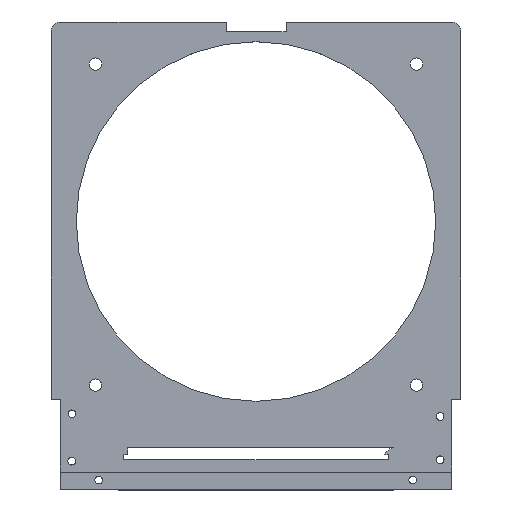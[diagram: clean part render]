
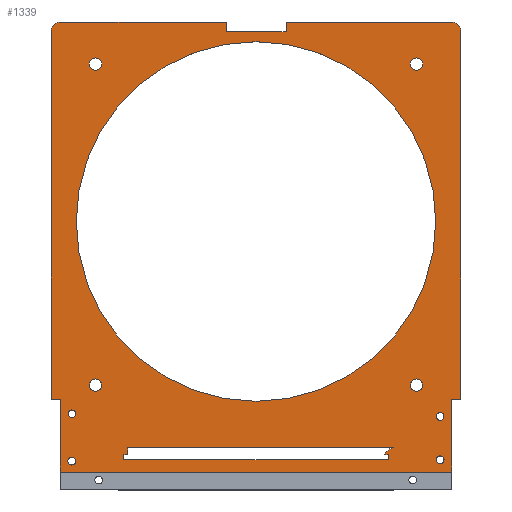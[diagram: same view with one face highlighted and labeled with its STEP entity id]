
A CAD part, top view. The second image highlights one B-rep face of the part: STEP entity #1339.
In plain terms, the highlighted planar face has unit normal (0, 0, 1).
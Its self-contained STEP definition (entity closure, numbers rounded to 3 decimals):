
#15=FACE_BOUND('',#165,.T.);
#16=FACE_BOUND('',#166,.T.);
#17=FACE_BOUND('',#167,.T.);
#18=FACE_BOUND('',#168,.T.);
#19=FACE_BOUND('',#169,.T.);
#20=FACE_BOUND('',#170,.T.);
#21=FACE_BOUND('',#171,.T.);
#22=FACE_BOUND('',#172,.T.);
#23=FACE_BOUND('',#173,.T.);
#24=FACE_BOUND('',#174,.T.);
#41=PLANE('',#1450);
#95=FACE_OUTER_BOUND('',#164,.T.);
#164=EDGE_LOOP('',(#949,#950,#951,#952,#953,#954,#955,#956,#957,#958,#959,
#960,#961,#962));
#165=EDGE_LOOP('',(#963));
#166=EDGE_LOOP('',(#964));
#167=EDGE_LOOP('',(#965));
#168=EDGE_LOOP('',(#966));
#169=EDGE_LOOP('',(#967));
#170=EDGE_LOOP('',(#968,#969,#970,#971,#972,#973,#974,#975));
#171=EDGE_LOOP('',(#976));
#172=EDGE_LOOP('',(#977));
#173=EDGE_LOOP('',(#978));
#174=EDGE_LOOP('',(#979));
#261=LINE('',#1977,#420);
#264=LINE('',#1983,#423);
#265=LINE('',#1985,#424);
#266=LINE('',#1987,#425);
#267=LINE('',#1989,#426);
#268=LINE('',#1991,#427);
#269=LINE('',#1993,#428);
#270=LINE('',#1995,#429);
#271=LINE('',#1999,#430);
#272=LINE('',#2001,#431);
#273=LINE('',#2003,#432);
#274=LINE('',#2004,#433);
#275=LINE('',#2017,#434);
#276=LINE('',#2019,#435);
#277=LINE('',#2021,#436);
#278=LINE('',#2023,#437);
#279=LINE('',#2025,#438);
#280=LINE('',#2029,#439);
#281=LINE('',#2030,#440);
#420=VECTOR('',#1594,10.);
#423=VECTOR('',#1599,10.);
#424=VECTOR('',#1600,10.);
#425=VECTOR('',#1601,10.);
#426=VECTOR('',#1602,10.);
#427=VECTOR('',#1603,10.);
#428=VECTOR('',#1604,10.);
#429=VECTOR('',#1605,10.);
#430=VECTOR('',#1608,10.);
#431=VECTOR('',#1609,10.);
#432=VECTOR('',#1610,10.);
#433=VECTOR('',#1611,10.);
#434=VECTOR('',#1622,10.);
#435=VECTOR('',#1623,10.);
#436=VECTOR('',#1624,10.);
#437=VECTOR('',#1625,10.);
#438=VECTOR('',#1626,10.);
#439=VECTOR('',#1629,10.);
#440=VECTOR('',#1630,10.);
#573=CIRCLE('',#1448,3.175);
#574=CIRCLE('',#1451,3.175);
#575=CIRCLE('',#1452,2.);
#576=CIRCLE('',#1453,2.);
#577=CIRCLE('',#1454,2.);
#578=CIRCLE('',#1455,2.);
#579=CIRCLE('',#1456,58.796);
#580=CIRCLE('',#1457,3.8);
#581=CIRCLE('',#1458,1.25);
#582=CIRCLE('',#1459,1.25);
#583=CIRCLE('',#1460,1.25);
#584=CIRCLE('',#1461,1.25);
#616=VERTEX_POINT('',#1970);
#617=VERTEX_POINT('',#1972);
#618=VERTEX_POINT('',#1976);
#620=VERTEX_POINT('',#1982);
#621=VERTEX_POINT('',#1984);
#622=VERTEX_POINT('',#1986);
#623=VERTEX_POINT('',#1988);
#624=VERTEX_POINT('',#1990);
#625=VERTEX_POINT('',#1992);
#626=VERTEX_POINT('',#1994);
#627=VERTEX_POINT('',#1996);
#628=VERTEX_POINT('',#1998);
#629=VERTEX_POINT('',#2000);
#630=VERTEX_POINT('',#2002);
#631=VERTEX_POINT('',#2005);
#632=VERTEX_POINT('',#2007);
#633=VERTEX_POINT('',#2009);
#634=VERTEX_POINT('',#2011);
#635=VERTEX_POINT('',#2013);
#636=VERTEX_POINT('',#2015);
#637=VERTEX_POINT('',#2016);
#638=VERTEX_POINT('',#2018);
#639=VERTEX_POINT('',#2020);
#640=VERTEX_POINT('',#2022);
#641=VERTEX_POINT('',#2024);
#642=VERTEX_POINT('',#2026);
#643=VERTEX_POINT('',#2028);
#644=VERTEX_POINT('',#2031);
#645=VERTEX_POINT('',#2033);
#646=VERTEX_POINT('',#2035);
#647=VERTEX_POINT('',#2037);
#745=EDGE_CURVE('',#616,#617,#573,.T.);
#747=EDGE_CURVE('',#618,#617,#261,.T.);
#750=EDGE_CURVE('',#620,#616,#264,.T.);
#751=EDGE_CURVE('',#620,#621,#265,.T.);
#752=EDGE_CURVE('',#622,#621,#266,.T.);
#753=EDGE_CURVE('',#623,#622,#267,.T.);
#754=EDGE_CURVE('',#624,#623,#268,.T.);
#755=EDGE_CURVE('',#624,#625,#269,.T.);
#756=EDGE_CURVE('',#626,#625,#270,.T.);
#757=EDGE_CURVE('',#627,#626,#574,.T.);
#758=EDGE_CURVE('',#628,#627,#271,.T.);
#759=EDGE_CURVE('',#628,#629,#272,.T.);
#760=EDGE_CURVE('',#629,#630,#273,.T.);
#761=EDGE_CURVE('',#630,#618,#274,.T.);
#762=EDGE_CURVE('',#631,#631,#575,.T.);
#763=EDGE_CURVE('',#632,#632,#576,.T.);
#764=EDGE_CURVE('',#633,#633,#577,.T.);
#765=EDGE_CURVE('',#634,#634,#578,.T.);
#766=EDGE_CURVE('',#635,#635,#579,.T.);
#767=EDGE_CURVE('',#636,#637,#275,.T.);
#768=EDGE_CURVE('',#637,#638,#276,.T.);
#769=EDGE_CURVE('',#638,#639,#277,.T.);
#770=EDGE_CURVE('',#639,#640,#278,.T.);
#771=EDGE_CURVE('',#640,#641,#279,.T.);
#772=EDGE_CURVE('',#641,#642,#580,.T.);
#773=EDGE_CURVE('',#642,#643,#280,.T.);
#774=EDGE_CURVE('',#643,#636,#281,.T.);
#775=EDGE_CURVE('',#644,#644,#581,.T.);
#776=EDGE_CURVE('',#645,#645,#582,.T.);
#777=EDGE_CURVE('',#646,#646,#583,.T.);
#778=EDGE_CURVE('',#647,#647,#584,.T.);
#949=ORIENTED_EDGE('',*,*,#745,.F.);
#950=ORIENTED_EDGE('',*,*,#750,.F.);
#951=ORIENTED_EDGE('',*,*,#751,.T.);
#952=ORIENTED_EDGE('',*,*,#752,.F.);
#953=ORIENTED_EDGE('',*,*,#753,.F.);
#954=ORIENTED_EDGE('',*,*,#754,.F.);
#955=ORIENTED_EDGE('',*,*,#755,.T.);
#956=ORIENTED_EDGE('',*,*,#756,.F.);
#957=ORIENTED_EDGE('',*,*,#757,.F.);
#958=ORIENTED_EDGE('',*,*,#758,.F.);
#959=ORIENTED_EDGE('',*,*,#759,.T.);
#960=ORIENTED_EDGE('',*,*,#760,.T.);
#961=ORIENTED_EDGE('',*,*,#761,.T.);
#962=ORIENTED_EDGE('',*,*,#747,.T.);
#963=ORIENTED_EDGE('',*,*,#762,.T.);
#964=ORIENTED_EDGE('',*,*,#763,.T.);
#965=ORIENTED_EDGE('',*,*,#764,.T.);
#966=ORIENTED_EDGE('',*,*,#765,.T.);
#967=ORIENTED_EDGE('',*,*,#766,.T.);
#968=ORIENTED_EDGE('',*,*,#767,.T.);
#969=ORIENTED_EDGE('',*,*,#768,.T.);
#970=ORIENTED_EDGE('',*,*,#769,.T.);
#971=ORIENTED_EDGE('',*,*,#770,.T.);
#972=ORIENTED_EDGE('',*,*,#771,.T.);
#973=ORIENTED_EDGE('',*,*,#772,.T.);
#974=ORIENTED_EDGE('',*,*,#773,.T.);
#975=ORIENTED_EDGE('',*,*,#774,.T.);
#976=ORIENTED_EDGE('',*,*,#775,.T.);
#977=ORIENTED_EDGE('',*,*,#776,.T.);
#978=ORIENTED_EDGE('',*,*,#777,.T.);
#979=ORIENTED_EDGE('',*,*,#778,.T.);
#1339=ADVANCED_FACE('',(#95,#15,#16,#17,#18,#19,#20,#21,#22,#23,#24),#41,
 .T.);
#1448=AXIS2_PLACEMENT_3D('',#1973,#1589,#1590);
#1450=AXIS2_PLACEMENT_3D('',#1981,#1597,#1598);
#1451=AXIS2_PLACEMENT_3D('',#1997,#1606,#1607);
#1452=AXIS2_PLACEMENT_3D('',#2006,#1612,#1613);
#1453=AXIS2_PLACEMENT_3D('',#2008,#1614,#1615);
#1454=AXIS2_PLACEMENT_3D('',#2010,#1616,#1617);
#1455=AXIS2_PLACEMENT_3D('',#2012,#1618,#1619);
#1456=AXIS2_PLACEMENT_3D('',#2014,#1620,#1621);
#1457=AXIS2_PLACEMENT_3D('',#2027,#1627,#1628);
#1458=AXIS2_PLACEMENT_3D('',#2032,#1631,#1632);
#1459=AXIS2_PLACEMENT_3D('',#2034,#1633,#1634);
#1460=AXIS2_PLACEMENT_3D('',#2036,#1635,#1636);
#1461=AXIS2_PLACEMENT_3D('',#2038,#1637,#1638);
#1589=DIRECTION('center_axis',(0.,0.,-1.));
#1590=DIRECTION('ref_axis',(-0.707,0.707,0.));
#1594=DIRECTION('',(-1.,0.,0.));
#1597=DIRECTION('center_axis',(0.,0.,1.));
#1598=DIRECTION('ref_axis',(1.,0.,0.));
#1599=DIRECTION('',(0.,1.,0.));
#1600=DIRECTION('',(1.,0.,0.));
#1601=DIRECTION('',(0.,1.,0.));
#1602=DIRECTION('',(-1.,0.,0.));
#1603=DIRECTION('',(0.,-1.,0.));
#1604=DIRECTION('',(1.,0.,0.));
#1605=DIRECTION('',(0.,-1.,0.));
#1606=DIRECTION('center_axis',(0.,0.,-1.));
#1607=DIRECTION('ref_axis',(0.707,0.707,0.));
#1608=DIRECTION('',(1.,0.,0.));
#1609=DIRECTION('',(0.,-1.,0.));
#1610=DIRECTION('',(-1.,0.,0.));
#1611=DIRECTION('',(0.,1.,0.));
#1612=DIRECTION('center_axis',(0.,0.,-1.));
#1613=DIRECTION('ref_axis',(1.,0.,0.));
#1614=DIRECTION('center_axis',(0.,0.,-1.));
#1615=DIRECTION('ref_axis',(1.,0.,0.));
#1616=DIRECTION('center_axis',(0.,0.,-1.));
#1617=DIRECTION('ref_axis',(1.,0.,0.));
#1618=DIRECTION('center_axis',(0.,0.,-1.));
#1619=DIRECTION('ref_axis',(1.,0.,0.));
#1620=DIRECTION('center_axis',(0.,0.,-1.));
#1621=DIRECTION('ref_axis',(1.,0.,0.));
#1622=DIRECTION('',(-1.,0.,0.));
#1623=DIRECTION('',(0.,1.,0.));
#1624=DIRECTION('',(1.,0.,0.));
#1625=DIRECTION('',(0.,1.,0.));
#1626=DIRECTION('',(1.,0.,0.));
#1627=DIRECTION('center_axis',(0.,0.,1.));
#1628=DIRECTION('ref_axis',(-0.944,0.33,0.));
#1629=DIRECTION('',(1.,0.,0.));
#1630=DIRECTION('',(0.,-1.,0.));
#1631=DIRECTION('center_axis',(0.,0.,-1.));
#1632=DIRECTION('ref_axis',(-1.,0.,0.));
#1633=DIRECTION('center_axis',(0.,0.,-1.));
#1634=DIRECTION('ref_axis',(-1.,0.,0.));
#1635=DIRECTION('center_axis',(0.,0.,-1.));
#1636=DIRECTION('ref_axis',(-1.,0.,0.));
#1637=DIRECTION('center_axis',(0.,0.,-1.));
#1638=DIRECTION('ref_axis',(-1.,0.,0.));
#1970=CARTESIAN_POINT('',(-22.025,141.825,42.));
#1972=CARTESIAN_POINT('',(-18.85,145.,42.));
#1973=CARTESIAN_POINT('Origin',(-18.85,141.825,42.));
#1976=CARTESIAN_POINT('',(35.325,145.,42.));
#1977=CARTESIAN_POINT('',(15.5,145.,42.));
#1981=CARTESIAN_POINT('Origin',(45.,64.75,42.));
#1982=CARTESIAN_POINT('',(-22.025,21.65,42.));
#1983=CARTESIAN_POINT('',(-22.025,21.524,42.));
#1984=CARTESIAN_POINT('',(-19.025,21.65,42.));
#1985=CARTESIAN_POINT('',(12.988,21.65,42.));
#1986=CARTESIAN_POINT('',(-19.025,-2.2,42.));
#1987=CARTESIAN_POINT('',(-19.025,30.25,42.));
#1988=CARTESIAN_POINT('',(109.025,-2.2,42.));
#1989=CARTESIAN_POINT('',(-18.,-2.2,42.));
#1990=CARTESIAN_POINT('',(109.025,21.65,42.));
#1991=CARTESIAN_POINT('',(109.025,30.375,42.));
#1992=CARTESIAN_POINT('',(112.025,21.65,42.));
#1993=CARTESIAN_POINT('',(77.013,21.65,42.));
#1994=CARTESIAN_POINT('',(112.025,141.825,42.));
#1995=CARTESIAN_POINT('',(112.025,21.362,42.));
#1996=CARTESIAN_POINT('',(108.85,145.,42.));
#1997=CARTESIAN_POINT('Origin',(108.85,141.825,42.));
#1998=CARTESIAN_POINT('',(54.825,145.,42.));
#1999=CARTESIAN_POINT('',(108.,145.,42.));
#2000=CARTESIAN_POINT('',(54.825,141.75,42.));
#2001=CARTESIAN_POINT('',(54.825,108.375,42.));
#2002=CARTESIAN_POINT('',(35.325,141.75,42.));
#2003=CARTESIAN_POINT('',(45.038,141.75,42.));
#2004=CARTESIAN_POINT('',(35.325,108.375,42.));
#2005=CARTESIAN_POINT('',(-9.5,26.25,42.));
#2006=CARTESIAN_POINT('Origin',(-7.5,26.25,42.));
#2007=CARTESIAN_POINT('',(95.5,131.25,42.));
#2008=CARTESIAN_POINT('Origin',(97.5,131.25,42.));
#2009=CARTESIAN_POINT('',(-9.5,131.25,42.));
#2010=CARTESIAN_POINT('Origin',(-7.5,131.25,42.));
#2011=CARTESIAN_POINT('',(95.5,26.25,42.));
#2012=CARTESIAN_POINT('Origin',(97.5,26.25,42.));
#2013=CARTESIAN_POINT('',(-13.796,79.75,42.));
#2014=CARTESIAN_POINT('Origin',(45.,79.75,42.));
#2015=CARTESIAN_POINT('',(88.25,1.75,42.));
#2016=CARTESIAN_POINT('',(1.75,1.75,42.));
#2017=CARTESIAN_POINT('',(58.,1.75,42.));
#2018=CARTESIAN_POINT('',(1.75,3.5,42.));
#2019=CARTESIAN_POINT('',(1.75,34.125,42.));
#2020=CARTESIAN_POINT('',(3.,3.5,42.));
#2021=CARTESIAN_POINT('',(24.,3.5,42.));
#2022=CARTESIAN_POINT('',(3.,5.75,42.));
#2023=CARTESIAN_POINT('',(3.,35.25,42.));
#2024=CARTESIAN_POINT('',(90.,5.75,42.));
#2025=CARTESIAN_POINT('',(32.,5.75,42.));
#2026=CARTESIAN_POINT('',(87.097,3.5,42.));
#2027=CARTESIAN_POINT('Origin',(90.587,1.996,42.));
#2028=CARTESIAN_POINT('',(88.25,3.5,42.));
#2029=CARTESIAN_POINT('',(66.625,3.5,42.));
#2030=CARTESIAN_POINT('',(88.25,33.25,42.));
#2031=CARTESIAN_POINT('',(106.463,15.996,42.));
#2032=CARTESIAN_POINT('Origin',(105.213,15.996,42.));
#2033=CARTESIAN_POINT('',(106.498,1.825,42.));
#2034=CARTESIAN_POINT('Origin',(105.248,1.825,42.));
#2035=CARTESIAN_POINT('',(-13.942,16.866,42.));
#2036=CARTESIAN_POINT('Origin',(-15.192,16.866,42.));
#2037=CARTESIAN_POINT('',(-14.02,1.358,42.));
#2038=CARTESIAN_POINT('Origin',(-15.27,1.358,42.));
